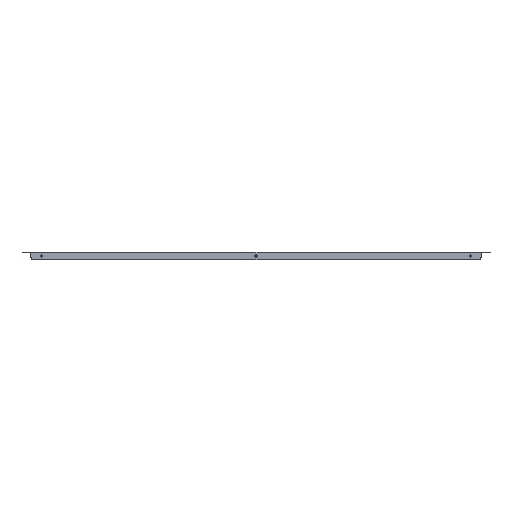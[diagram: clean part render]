
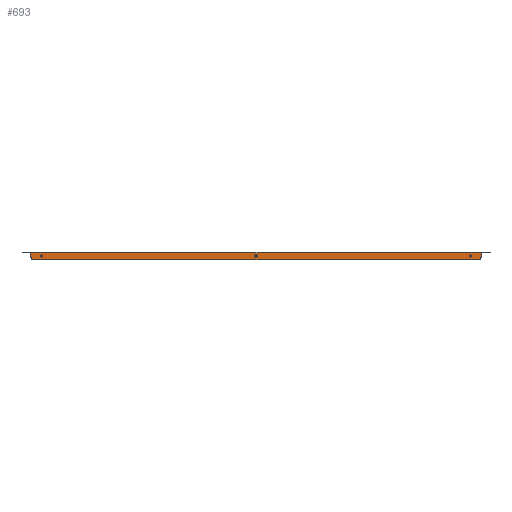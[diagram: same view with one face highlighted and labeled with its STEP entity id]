
A CAD part, front view. The second image highlights one B-rep face of the part: STEP entity #693.
In plain terms, the highlighted planar face has unit normal (0, -1, 0).
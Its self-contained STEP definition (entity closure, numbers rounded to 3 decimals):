
#24 = AXIS2_PLACEMENT_3D ( 'NONE', #595, #1882, #1534 ) ;
#34 = CARTESIAN_POINT ( 'NONE',  ( 426.25, -399.8, -10. ) ) ;
#40 = EDGE_CURVE ( 'NONE', #812, #1148, #1093, .T. ) ;
#94 = VECTOR ( 'NONE', #1589, 1000. ) ;
#175 = DIRECTION ( 'NONE',  ( 0., 0., 1. ) ) ;
#181 = CARTESIAN_POINT ( 'NONE',  ( 0., -399.8, -7.5 ) ) ;
#190 = CARTESIAN_POINT ( 'NONE',  ( 421.25, -399.8, -10. ) ) ;
#231 = VERTEX_POINT ( 'NONE', #1297 ) ;
#242 = CARTESIAN_POINT ( 'NONE',  ( -428.796, -399.8, -0.919 ) ) ;
#260 = EDGE_LOOP ( 'NONE', ( #955 ) ) ;
#270 = FACE_OUTER_BOUND ( 'NONE', #1903, .T. ) ;
#282 = CARTESIAN_POINT ( 'NONE',  ( -426.25, -399.8, -10. ) ) ;
#311 = AXIS2_PLACEMENT_3D ( 'NONE', #1105, #2212, #907 ) ;
#404 = EDGE_CURVE ( 'NONE', #644, #644, #1613, .T. ) ;
#412 = AXIS2_PLACEMENT_3D ( 'NONE', #181, #2011, #1265 ) ;
#519 = EDGE_CURVE ( 'NONE', #2223, #2045, #1722, .T. ) ;
#527 = DIRECTION ( 'NONE',  ( 0., 0., 1. ) ) ;
#595 = CARTESIAN_POINT ( 'NONE',  ( 406.25, -399.8, -7.5 ) ) ;
#609 = AXIS2_PLACEMENT_3D ( 'NONE', #653, #836, #527 ) ;
#612 = VERTEX_POINT ( 'NONE', #2351 ) ;
#619 = LINE ( 'NONE', #242, #2033 ) ;
#621 = LINE ( 'NONE', #1685, #799 ) ;
#639 = ORIENTED_EDGE ( 'NONE', *, *, #404, .T. ) ;
#644 = VERTEX_POINT ( 'NONE', #1800 ) ;
#645 = LINE ( 'NONE', #1696, #2057 ) ;
#653 = CARTESIAN_POINT ( 'NONE',  ( -421.25, -399.8, -10. ) ) ;
#693 = ADVANCED_FACE ( 'NONE', ( #1114, #1023, #852, #270 ), #1088, .F. ) ;
#713 = CARTESIAN_POINT ( 'NONE',  ( 406.25, -399.8, -5.4 ) ) ;
#740 = CIRCLE ( 'NONE', #412, 2.1 ) ;
#799 = VECTOR ( 'NONE', #2053, 1000. ) ;
#804 = EDGE_CURVE ( 'NONE', #1712, #1712, #1284, .T. ) ;
#812 = VERTEX_POINT ( 'NONE', #34 ) ;
#836 = DIRECTION ( 'NONE',  ( 0., -1., 0. ) ) ;
#837 = EDGE_CURVE ( 'NONE', #231, #2223, #621, .T. ) ;
#852 = FACE_BOUND ( 'NONE', #260, .T. ) ;
#905 = CARTESIAN_POINT ( 'NONE',  ( 426.25, -399.8, -0.919 ) ) ;
#907 = DIRECTION ( 'NONE',  ( 0., 0., 1. ) ) ;
#955 = ORIENTED_EDGE ( 'NONE', *, *, #804, .T. ) ;
#963 = AXIS2_PLACEMENT_3D ( 'NONE', #190, #1866, #175 ) ;
#971 = DIRECTION ( 'NONE',  ( 0., 1., 0. ) ) ;
#1023 = FACE_BOUND ( 'NONE', #1728, .T. ) ;
#1069 = EDGE_LOOP ( 'NONE', ( #639 ) ) ;
#1088 = PLANE ( 'NONE',  #311 ) ;
#1093 = LINE ( 'NONE', #1778, #94 ) ;
#1105 = CARTESIAN_POINT ( 'NONE',  ( 0., -399.8, 0. ) ) ;
#1114 = FACE_BOUND ( 'NONE', #1069, .T. ) ;
#1147 = AXIS2_PLACEMENT_3D ( 'NONE', #1890, #971, #1504 ) ;
#1148 = VERTEX_POINT ( 'NONE', #905 ) ;
#1155 = DIRECTION ( 'NONE',  ( 1., 0., 0. ) ) ;
#1183 = ORIENTED_EDGE ( 'NONE', *, *, #2041, .T. ) ;
#1247 = EDGE_CURVE ( 'NONE', #1454, #812, #2357, .T. ) ;
#1265 = DIRECTION ( 'NONE',  ( 0., 0., 1. ) ) ;
#1284 = CIRCLE ( 'NONE', #24, 2.1 ) ;
#1297 = CARTESIAN_POINT ( 'NONE',  ( -426.25, -399.8, -0.919 ) ) ;
#1320 = ORIENTED_EDGE ( 'NONE', *, *, #837, .T. ) ;
#1341 = CARTESIAN_POINT ( 'NONE',  ( 421.25, -399.8, -15. ) ) ;
#1446 = EDGE_CURVE ( 'NONE', #231, #1148, #619, .T. ) ;
#1454 = VERTEX_POINT ( 'NONE', #1341 ) ;
#1504 = DIRECTION ( 'NONE',  ( 0., 0., 1. ) ) ;
#1506 = ORIENTED_EDGE ( 'NONE', *, *, #40, .T. ) ;
#1519 = DIRECTION ( 'NONE',  ( 1., 0., 0. ) ) ;
#1534 = DIRECTION ( 'NONE',  ( 0., 0., 1. ) ) ;
#1536 = ORIENTED_EDGE ( 'NONE', *, *, #1886, .T. ) ;
#1566 = ORIENTED_EDGE ( 'NONE', *, *, #519, .T. ) ;
#1589 = DIRECTION ( 'NONE',  ( 0., 0., 1. ) ) ;
#1613 = CIRCLE ( 'NONE', #1147, 2.1 ) ;
#1685 = CARTESIAN_POINT ( 'NONE',  ( -426.25, -399.8, 0. ) ) ;
#1696 = CARTESIAN_POINT ( 'NONE',  ( 0., -399.8, -15. ) ) ;
#1712 = VERTEX_POINT ( 'NONE', #713 ) ;
#1722 = CIRCLE ( 'NONE', #609, 5. ) ;
#1728 = EDGE_LOOP ( 'NONE', ( #1536 ) ) ;
#1778 = CARTESIAN_POINT ( 'NONE',  ( 426.25, -399.8, 0. ) ) ;
#1800 = CARTESIAN_POINT ( 'NONE',  ( -406.25, -399.8, -5.4 ) ) ;
#1866 = DIRECTION ( 'NONE',  ( 0., -1., 0. ) ) ;
#1882 = DIRECTION ( 'NONE',  ( 0., 1., 0. ) ) ;
#1886 = EDGE_CURVE ( 'NONE', #612, #612, #740, .T. ) ;
#1890 = CARTESIAN_POINT ( 'NONE',  ( -406.25, -399.8, -7.5 ) ) ;
#1903 = EDGE_LOOP ( 'NONE', ( #1320, #1566, #1183, #1921, #1506, #1924 ) ) ;
#1921 = ORIENTED_EDGE ( 'NONE', *, *, #1247, .T. ) ;
#1924 = ORIENTED_EDGE ( 'NONE', *, *, #1446, .F. ) ;
#2011 = DIRECTION ( 'NONE',  ( 0., 1., 0. ) ) ;
#2033 = VECTOR ( 'NONE', #1155, 1000. ) ;
#2041 = EDGE_CURVE ( 'NONE', #2045, #1454, #645, .T. ) ;
#2045 = VERTEX_POINT ( 'NONE', #2230 ) ;
#2053 = DIRECTION ( 'NONE',  ( 0., 0., -1. ) ) ;
#2057 = VECTOR ( 'NONE', #1519, 1000. ) ;
#2212 = DIRECTION ( 'NONE',  ( 0., 1., 0. ) ) ;
#2223 = VERTEX_POINT ( 'NONE', #282 ) ;
#2230 = CARTESIAN_POINT ( 'NONE',  ( -421.25, -399.8, -15. ) ) ;
#2351 = CARTESIAN_POINT ( 'NONE',  ( 0., -399.8, -5.4 ) ) ;
#2357 = CIRCLE ( 'NONE', #963, 5. ) ;
